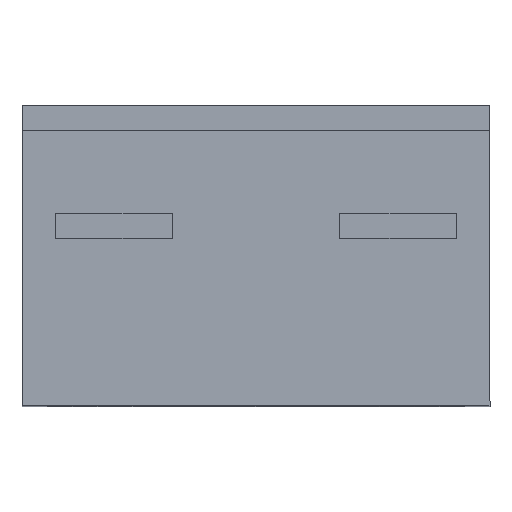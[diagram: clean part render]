
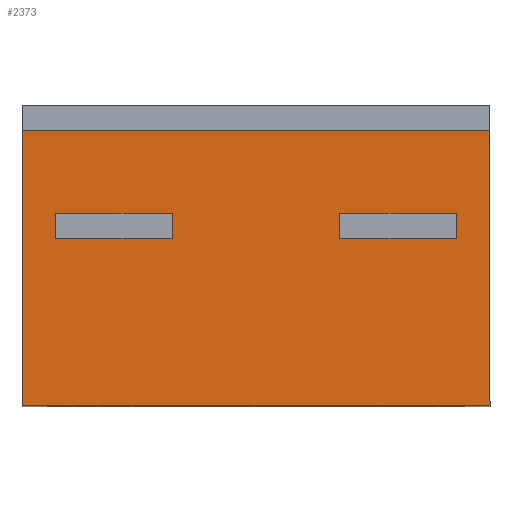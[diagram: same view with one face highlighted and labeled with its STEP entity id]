
A CAD part, top view. The second image highlights one B-rep face of the part: STEP entity #2373.
In plain terms, the highlighted planar face has unit normal (0, 0, 1).
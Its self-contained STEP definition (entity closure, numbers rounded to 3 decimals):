
#69 = LINE ( 'NONE', #2641, #1856 ) ;
#85 = VERTEX_POINT ( 'NONE', #2187 ) ;
#86 = DIRECTION ( 'NONE',  ( 1., 0., 0. ) ) ;
#90 = VECTOR ( 'NONE', #1389, 1000. ) ;
#125 = FACE_BOUND ( 'NONE', #1654, .T. ) ;
#145 = FACE_OUTER_BOUND ( 'NONE', #2371, .T. ) ;
#176 = ORIENTED_EDGE ( 'NONE', *, *, #2517, .T. ) ;
#181 = ORIENTED_EDGE ( 'NONE', *, *, #2599, .T. ) ;
#198 = EDGE_CURVE ( 'NONE', #1349, #2829, #3683, .T. ) ;
#269 = CARTESIAN_POINT ( 'NONE',  ( 1.2, 0.825, 1.6 ) ) ;
#324 = VERTEX_POINT ( 'NONE', #2306 ) ;
#388 = DIRECTION ( 'NONE',  ( 0., 0., -1. ) ) ;
#402 = LINE ( 'NONE', #2611, #2920 ) ;
#462 = CARTESIAN_POINT ( 'NONE',  ( 0.5, 0.825, 1.6 ) ) ;
#661 = LINE ( 'NONE', #2688, #1998 ) ;
#681 = CARTESIAN_POINT ( 'NONE',  ( -1.4, 0.825, 1.6 ) ) ;
#685 = EDGE_CURVE ( 'NONE', #324, #3660, #402, .T. ) ;
#701 = ORIENTED_EDGE ( 'NONE', *, *, #2208, .F. ) ;
#702 = LINE ( 'NONE', #2114, #2263 ) ;
#725 = VERTEX_POINT ( 'NONE', #1780 ) ;
#745 = VECTOR ( 'NONE', #935, 1000. ) ;
#803 = CARTESIAN_POINT ( 'NONE',  ( 1.4, 0.825, 1.6 ) ) ;
#807 = EDGE_LOOP ( 'NONE', ( #848, #1027, #899, #1075 ) ) ;
#820 = CARTESIAN_POINT ( 'NONE',  ( -1.4, 0.825, 1.6 ) ) ;
#825 = VECTOR ( 'NONE', #2244, 1000. ) ;
#848 = ORIENTED_EDGE ( 'NONE', *, *, #2774, .F. ) ;
#899 = ORIENTED_EDGE ( 'NONE', *, *, #1066, .F. ) ;
#935 = DIRECTION ( 'NONE',  ( 0., 1., 0. ) ) ;
#997 = FACE_BOUND ( 'NONE', #807, .T. ) ;
#1013 = LINE ( 'NONE', #462, #2500 ) ;
#1027 = ORIENTED_EDGE ( 'NONE', *, *, #3370, .F. ) ;
#1066 = EDGE_CURVE ( 'NONE', #3660, #85, #1013, .T. ) ;
#1075 = ORIENTED_EDGE ( 'NONE', *, *, #685, .F. ) ;
#1219 = CARTESIAN_POINT ( 'NONE',  ( -0.5, 0.325, 1.6 ) ) ;
#1224 = EDGE_CURVE ( 'NONE', #1789, #725, #1377, .T. ) ;
#1349 = VERTEX_POINT ( 'NONE', #2571 ) ;
#1376 = VERTEX_POINT ( 'NONE', #2328 ) ;
#1377 = LINE ( 'NONE', #2527, #825 ) ;
#1389 = DIRECTION ( 'NONE',  ( 0., 1., 0. ) ) ;
#1428 = VECTOR ( 'NONE', #1978, 1000. ) ;
#1472 = CARTESIAN_POINT ( 'NONE',  ( -1.4, 0.825, 1.6 ) ) ;
#1515 = LINE ( 'NONE', #2339, #745 ) ;
#1578 = DIRECTION ( 'NONE',  ( 1., 0., 0. ) ) ;
#1641 = LINE ( 'NONE', #269, #90 ) ;
#1645 = LINE ( 'NONE', #2261, #1894 ) ;
#1654 = EDGE_LOOP ( 'NONE', ( #3520, #181, #3281, #3590 ) ) ;
#1743 = AXIS2_PLACEMENT_3D ( 'NONE', #681, #388, #1830 ) ;
#1780 = CARTESIAN_POINT ( 'NONE',  ( -1.2, 0.175, 1.6 ) ) ;
#1789 = VERTEX_POINT ( 'NONE', #2436 ) ;
#1830 = DIRECTION ( 'NONE',  ( 1., 0., 0. ) ) ;
#1844 = CARTESIAN_POINT ( 'NONE',  ( 1.4, -0.825, 1.6 ) ) ;
#1856 = VECTOR ( 'NONE', #86, 1000. ) ;
#1894 = VECTOR ( 'NONE', #3096, 1000. ) ;
#1941 = LINE ( 'NONE', #2984, #3486 ) ;
#1978 = DIRECTION ( 'NONE',  ( 0., 1., 0. ) ) ;
#1998 = VECTOR ( 'NONE', #1578, 1000. ) ;
#2114 = CARTESIAN_POINT ( 'NONE',  ( -1.4, 0.175, 1.6 ) ) ;
#2187 = CARTESIAN_POINT ( 'NONE',  ( 0.5, 0.175, 1.6 ) ) ;
#2208 = EDGE_CURVE ( 'NONE', #2829, #3427, #1941, .T. ) ;
#2244 = DIRECTION ( 'NONE',  ( -1., 0., 0. ) ) ;
#2261 = CARTESIAN_POINT ( 'NONE',  ( 1.4, 0.825, 1.6 ) ) ;
#2263 = VECTOR ( 'NONE', #2677, 1000. ) ;
#2306 = CARTESIAN_POINT ( 'NONE',  ( 1.2, 0.325, 1.6 ) ) ;
#2328 = CARTESIAN_POINT ( 'NONE',  ( 1.2, 0.175, 1.6 ) ) ;
#2339 = CARTESIAN_POINT ( 'NONE',  ( -1.2, 0.825, 1.6 ) ) ;
#2371 = EDGE_LOOP ( 'NONE', ( #176, #701, #2848, #3701 ) ) ;
#2373 = ADVANCED_FACE ( 'NONE', ( #145, #125, #997 ), #2997, .F. ) ;
#2400 = DIRECTION ( 'NONE',  ( -1., 0., 0. ) ) ;
#2436 = CARTESIAN_POINT ( 'NONE',  ( -0.5, 0.175, 1.6 ) ) ;
#2466 = VERTEX_POINT ( 'NONE', #1219 ) ;
#2488 = EDGE_CURVE ( 'NONE', #2466, #1789, #3661, .T. ) ;
#2500 = VECTOR ( 'NONE', #3049, 1000. ) ;
#2517 = EDGE_CURVE ( 'NONE', #3669, #3427, #1645, .T. ) ;
#2527 = CARTESIAN_POINT ( 'NONE',  ( -1.4, 0.175, 1.6 ) ) ;
#2536 = VERTEX_POINT ( 'NONE', #2795 ) ;
#2571 = CARTESIAN_POINT ( 'NONE',  ( -1.4, -0.825, 1.6 ) ) ;
#2599 = EDGE_CURVE ( 'NONE', #725, #2536, #1515, .T. ) ;
#2611 = CARTESIAN_POINT ( 'NONE',  ( -1.4, 0.325, 1.6 ) ) ;
#2641 = CARTESIAN_POINT ( 'NONE',  ( -1.4, 0.325, 1.6 ) ) ;
#2677 = DIRECTION ( 'NONE',  ( 1., 0., 0. ) ) ;
#2688 = CARTESIAN_POINT ( 'NONE',  ( -1.4, -0.825, 1.6 ) ) ;
#2774 = EDGE_CURVE ( 'NONE', #1376, #324, #1641, .T. ) ;
#2795 = CARTESIAN_POINT ( 'NONE',  ( -1.2, 0.325, 1.6 ) ) ;
#2829 = VERTEX_POINT ( 'NONE', #1472 ) ;
#2848 = ORIENTED_EDGE ( 'NONE', *, *, #198, .F. ) ;
#2920 = VECTOR ( 'NONE', #2400, 1000. ) ;
#2984 = CARTESIAN_POINT ( 'NONE',  ( -1.4, 0.825, 1.6 ) ) ;
#2997 = PLANE ( 'NONE',  #1743 ) ;
#3017 = VECTOR ( 'NONE', #3134, 1000. ) ;
#3049 = DIRECTION ( 'NONE',  ( 0., -1., 0. ) ) ;
#3086 = DIRECTION ( 'NONE',  ( 1., 0., 0. ) ) ;
#3096 = DIRECTION ( 'NONE',  ( 0., 1., 0. ) ) ;
#3134 = DIRECTION ( 'NONE',  ( 0., -1., 0. ) ) ;
#3135 = EDGE_CURVE ( 'NONE', #2536, #2466, #69, .T. ) ;
#3255 = CARTESIAN_POINT ( 'NONE',  ( 0.5, 0.325, 1.6 ) ) ;
#3281 = ORIENTED_EDGE ( 'NONE', *, *, #3135, .T. ) ;
#3370 = EDGE_CURVE ( 'NONE', #85, #1376, #702, .T. ) ;
#3427 = VERTEX_POINT ( 'NONE', #803 ) ;
#3449 = CARTESIAN_POINT ( 'NONE',  ( -0.5, 0.825, 1.6 ) ) ;
#3486 = VECTOR ( 'NONE', #3086, 1000. ) ;
#3520 = ORIENTED_EDGE ( 'NONE', *, *, #1224, .T. ) ;
#3590 = ORIENTED_EDGE ( 'NONE', *, *, #2488, .T. ) ;
#3625 = EDGE_CURVE ( 'NONE', #1349, #3669, #661, .T. ) ;
#3660 = VERTEX_POINT ( 'NONE', #3255 ) ;
#3661 = LINE ( 'NONE', #3449, #3017 ) ;
#3669 = VERTEX_POINT ( 'NONE', #1844 ) ;
#3683 = LINE ( 'NONE', #820, #1428 ) ;
#3701 = ORIENTED_EDGE ( 'NONE', *, *, #3625, .T. ) ;
